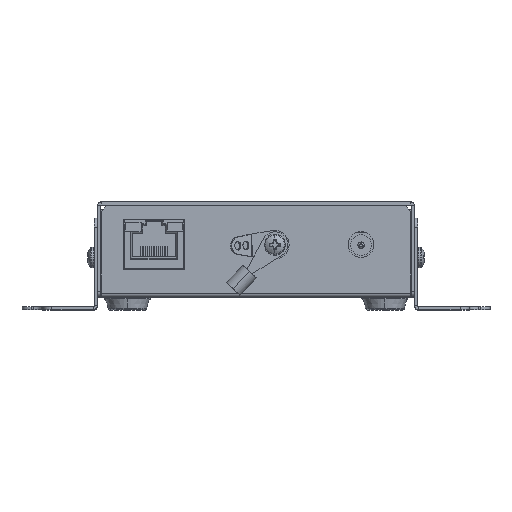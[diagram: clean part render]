
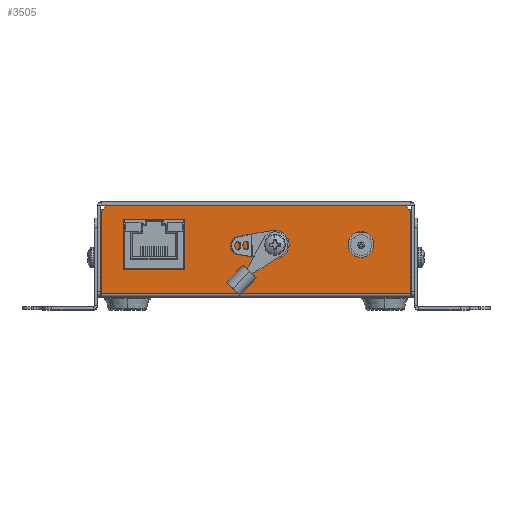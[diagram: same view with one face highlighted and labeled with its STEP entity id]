
A CAD part, top view. The second image highlights one B-rep face of the part: STEP entity #3505.
In plain terms, the highlighted face is planar.
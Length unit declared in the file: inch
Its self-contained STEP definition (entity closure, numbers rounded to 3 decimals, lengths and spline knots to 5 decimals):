
#3505 = ADVANCED_FACE ( 'NONE', ( #33770, #33756, #33775, #33779 ), #33768, .T. ) ;
#8431 = VECTOR ( 'NONE', #9298, 39.37008 ) ;
#9291 = LINE ( 'NONE', #9294, #8431 ) ;
#9294 = CARTESIAN_POINT ( 'NONE',  ( -1.693, -0.9375, -1.512 ) ) ;
#9298 = DIRECTION ( 'NONE',  ( -0.707, 0.707, 0. ) ) ;
#15100 = CIRCLE ( 'NONE', #15103, 0.1405 ) ;
#15103 = AXIS2_PLACEMENT_3D ( 'NONE', #17252, #17253, #17254 ) ;
#15444 = CIRCLE ( 'NONE', #15446, 0.0295 ) ;
#15446 = AXIS2_PLACEMENT_3D ( 'NONE', #28361, #28363, #28365 ) ;
#17252 = CARTESIAN_POINT ( 'NONE',  ( 1.14933, -0.574, -1.512 ) ) ;
#17253 = DIRECTION ( 'NONE',  ( 0., 0., -1. ) ) ;
#17254 = DIRECTION ( 'NONE',  ( 0., 1., 0. ) ) ;
#20399 = CARTESIAN_POINT ( 'NONE',  ( 1.14933, -0.4335, -1.512 ) ) ;
#20480 = CARTESIAN_POINT ( 'NONE',  ( -0.78002, -0.854, -1.512 ) ) ;
#20550 = CARTESIAN_POINT ( 'NONE',  ( 1.693, -0.9375, -1.512 ) ) ;
#20640 = CARTESIAN_POINT ( 'NONE',  ( 0.20672, -0.5445, -1.512 ) ) ;
#20858 = CARTESIAN_POINT ( 'NONE',  ( 1.14933, -0.7145, -1.512 ) ) ;
#21072 = CARTESIAN_POINT ( 'NONE',  ( -0.78002, -0.304, -1.512 ) ) ;
#21122 = CARTESIAN_POINT ( 'NONE',  ( -1.6305, -1., -1.512 ) ) ;
#21270 = CARTESIAN_POINT ( 'NONE',  ( -1.693, -0.9375, -1.512 ) ) ;
#21276 = CARTESIAN_POINT ( 'NONE',  ( 1.6305, -1., -1.512 ) ) ;
#21278 = CARTESIAN_POINT ( 'NONE',  ( 0.20672, -0.6035, -1.512 ) ) ;
#21288 = CARTESIAN_POINT ( 'NONE',  ( -1.45002, -0.854, -1.512 ) ) ;
#21367 = CARTESIAN_POINT ( 'NONE',  ( -1.693, -0.042, -1.512 ) ) ;
#21406 = CARTESIAN_POINT ( 'NONE',  ( -1.45002, -0.304, -1.512 ) ) ;
#21642 = CARTESIAN_POINT ( 'NONE',  ( 1.693, -0.042, -1.512 ) ) ;
#28361 = CARTESIAN_POINT ( 'NONE',  ( 0.20672, -0.574, -1.512 ) ) ;
#28363 = DIRECTION ( 'NONE',  ( 0., 0., -1. ) ) ;
#28365 = DIRECTION ( 'NONE',  ( 0., 1., 0. ) ) ;
#31363 = LINE ( 'NONE', #31364, #31538 ) ;
#31364 = CARTESIAN_POINT ( 'NONE',  ( -0.78002, -0.854, -1.512 ) ) ;
#31366 = DIRECTION ( 'NONE',  ( -1., 0., 0. ) ) ;
#31538 = VECTOR ( 'NONE', #31366, 39.37008 ) ;
#31633 = VECTOR ( 'NONE', #32468, 39.37008 ) ;
#31685 = VECTOR ( 'NONE', #32716, 39.37008 ) ;
#31691 = VECTOR ( 'NONE', #32739, 39.37008 ) ;
#31695 = VECTOR ( 'NONE', #32764, 39.37008 ) ;
#31699 = VECTOR ( 'NONE', #32776, 39.37008 ) ;
#31711 = VECTOR ( 'NONE', #32882, 39.37008 ) ;
#31714 = VECTOR ( 'NONE', #32863, 39.37008 ) ;
#31718 = VECTOR ( 'NONE', #32877, 39.37008 ) ;
#32466 = LINE ( 'NONE', #32467, #31633 ) ;
#32467 = CARTESIAN_POINT ( 'NONE',  ( 1.693, 0.94291, -1.512 ) ) ;
#32468 = DIRECTION ( 'NONE',  ( 0., -1., 0. ) ) ;
#32711 = LINE ( 'NONE', #32714, #31685 ) ;
#32714 = CARTESIAN_POINT ( 'NONE',  ( -1.693, -0.9375, -1.512 ) ) ;
#32716 = DIRECTION ( 'NONE',  ( 0., 1., 0. ) ) ;
#32721 = LINE ( 'NONE', #32760, #31695 ) ;
#32734 = LINE ( 'NONE', #32737, #31691 ) ;
#32737 = CARTESIAN_POINT ( 'NONE',  ( -0.78002, -0.304, -1.512 ) ) ;
#32739 = DIRECTION ( 'NONE',  ( 0., -1., 0. ) ) ;
#32760 = CARTESIAN_POINT ( 'NONE',  ( -1.45002, -0.854, -1.512 ) ) ;
#32764 = DIRECTION ( 'NONE',  ( 0., 1., 0. ) ) ;
#32772 = LINE ( 'NONE', #32774, #31699 ) ;
#32774 = CARTESIAN_POINT ( 'NONE',  ( -1.45002, -0.304, -1.512 ) ) ;
#32776 = DIRECTION ( 'NONE',  ( 1., 0., 0. ) ) ;
#32828 = CARTESIAN_POINT ( 'NONE',  ( 1.6305, -1., -1.512 ) ) ;
#32830 = LINE ( 'NONE', #32828, #31714 ) ;
#32855 = LINE ( 'NONE', #32879, #31711 ) ;
#32863 = DIRECTION ( 'NONE',  ( -1., 0., 0. ) ) ;
#32871 = LINE ( 'NONE', #32875, #31718 ) ;
#32875 = CARTESIAN_POINT ( 'NONE',  ( 1.67603, -0.042, -1.512 ) ) ;
#32877 = DIRECTION ( 'NONE',  ( -1., 0., 0. ) ) ;
#32879 = CARTESIAN_POINT ( 'NONE',  ( 1.693, -0.9375, -1.512 ) ) ;
#32882 = DIRECTION ( 'NONE',  ( -0.707, -0.707, 0. ) ) ;
#33756 = FACE_BOUND ( 'NONE', #79208, .T. ) ;
#33762 = DIRECTION ( 'NONE',  ( 0., 0., -1. ) ) ;
#33768 = PLANE ( 'NONE',  #66839 ) ;
#33770 = FACE_OUTER_BOUND ( 'NONE', #79222, .T. ) ;
#33773 = CARTESIAN_POINT ( 'NONE',  ( 1.67603, 0.9935, -1.512 ) ) ;
#33775 = FACE_BOUND ( 'NONE', #79183, .T. ) ;
#33779 = FACE_BOUND ( 'NONE', #79301, .T. ) ;
#33781 = DIRECTION ( 'NONE',  ( 0., 1., 0. ) ) ;
#39804 = CARTESIAN_POINT ( 'NONE',  ( 1.14933, -0.574, -1.512 ) ) ;
#39805 = DIRECTION ( 'NONE',  ( 0., 0., -1. ) ) ;
#39806 = DIRECTION ( 'NONE',  ( 0., 1., 0. ) ) ;
#39816 = CARTESIAN_POINT ( 'NONE',  ( 0.20672, -0.574, -1.512 ) ) ;
#39817 = DIRECTION ( 'NONE',  ( 0., 0., -1. ) ) ;
#39818 = DIRECTION ( 'NONE',  ( 0., 1., 0. ) ) ;
#57859 = EDGE_CURVE ( 'NONE', #77039, #76580, #87898, .T. ) ;
#57863 = EDGE_CURVE ( 'NONE', #77474, #76826, #88017, .T. ) ;
#66839 = AXIS2_PLACEMENT_3D ( 'NONE', #33773, #33762, #33781 ) ;
#68473 = EDGE_CURVE ( 'NONE', #77317, #77468, #9291, .T. ) ;
#70538 = EDGE_CURVE ( 'NONE', #76580, #77039, #15100, .T. ) ;
#76580 = VERTEX_POINT ( 'NONE', #20399 ) ;
#76658 = VERTEX_POINT ( 'NONE', #20480 ) ;
#76729 = VERTEX_POINT ( 'NONE', #20550 ) ;
#76826 = VERTEX_POINT ( 'NONE', #20640 ) ;
#77039 = VERTEX_POINT ( 'NONE', #20858 ) ;
#77263 = VERTEX_POINT ( 'NONE', #21072 ) ;
#77317 = VERTEX_POINT ( 'NONE', #21122 ) ;
#77468 = VERTEX_POINT ( 'NONE', #21270 ) ;
#77472 = VERTEX_POINT ( 'NONE', #21276 ) ;
#77474 = VERTEX_POINT ( 'NONE', #21278 ) ;
#77483 = VERTEX_POINT ( 'NONE', #21288 ) ;
#77566 = VERTEX_POINT ( 'NONE', #21367 ) ;
#77604 = VERTEX_POINT ( 'NONE', #21406 ) ;
#77850 = VERTEX_POINT ( 'NONE', #21642 ) ;
#79183 = EDGE_LOOP ( 'NONE', ( #85951, #86462 ) ) ;
#79208 = EDGE_LOOP ( 'NONE', ( #85717, #85765 ) ) ;
#79222 = EDGE_LOOP ( 'NONE', ( #85859, #85656, #85696, #86119, #86553, #86414 ) ) ;
#79301 = EDGE_LOOP ( 'NONE', ( #86159, #86292, #85714, #85698 ) ) ;
#85656 = ORIENTED_EDGE ( 'NONE', *, *, #89217, .T. ) ;
#85696 = ORIENTED_EDGE ( 'NONE', *, *, #89350, .T. ) ;
#85698 = ORIENTED_EDGE ( 'NONE', *, *, #89321, .F. ) ;
#85714 = ORIENTED_EDGE ( 'NONE', *, *, #89326, .F. ) ;
#85717 = ORIENTED_EDGE ( 'NONE', *, *, #88627, .F. ) ;
#85765 = ORIENTED_EDGE ( 'NONE', *, *, #57863, .F. ) ;
#85859 = ORIENTED_EDGE ( 'NONE', *, *, #89349, .F. ) ;
#85951 = ORIENTED_EDGE ( 'NONE', *, *, #70538, .F. ) ;
#86119 = ORIENTED_EDGE ( 'NONE', *, *, #89346, .T. ) ;
#86159 = ORIENTED_EDGE ( 'NONE', *, *, #89079, .F. ) ;
#86292 = ORIENTED_EDGE ( 'NONE', *, *, #89312, .F. ) ;
#86414 = ORIENTED_EDGE ( 'NONE', *, *, #89307, .T. ) ;
#86462 = ORIENTED_EDGE ( 'NONE', *, *, #57859, .F. ) ;
#86553 = ORIENTED_EDGE ( 'NONE', *, *, #68473, .T. ) ;
#87898 = CIRCLE ( 'NONE', #88023, 0.1405 ) ;
#88017 = CIRCLE ( 'NONE', #88046, 0.0295 ) ;
#88023 = AXIS2_PLACEMENT_3D ( 'NONE', #39804, #39805, #39806 ) ;
#88046 = AXIS2_PLACEMENT_3D ( 'NONE', #39816, #39817, #39818 ) ;
#88627 = EDGE_CURVE ( 'NONE', #76826, #77474, #15444, .T. ) ;
#89079 = EDGE_CURVE ( 'NONE', #76658, #77483, #31363, .T. ) ;
#89217 = EDGE_CURVE ( 'NONE', #77850, #76729, #32466, .T. ) ;
#89307 = EDGE_CURVE ( 'NONE', #77468, #77566, #32711, .T. ) ;
#89312 = EDGE_CURVE ( 'NONE', #77263, #76658, #32734, .T. ) ;
#89321 = EDGE_CURVE ( 'NONE', #77483, #77604, #32721, .T. ) ;
#89326 = EDGE_CURVE ( 'NONE', #77604, #77263, #32772, .T. ) ;
#89346 = EDGE_CURVE ( 'NONE', #77472, #77317, #32830, .T. ) ;
#89349 = EDGE_CURVE ( 'NONE', #77850, #77566, #32871, .T. ) ;
#89350 = EDGE_CURVE ( 'NONE', #76729, #77472, #32855, .T. ) ;
